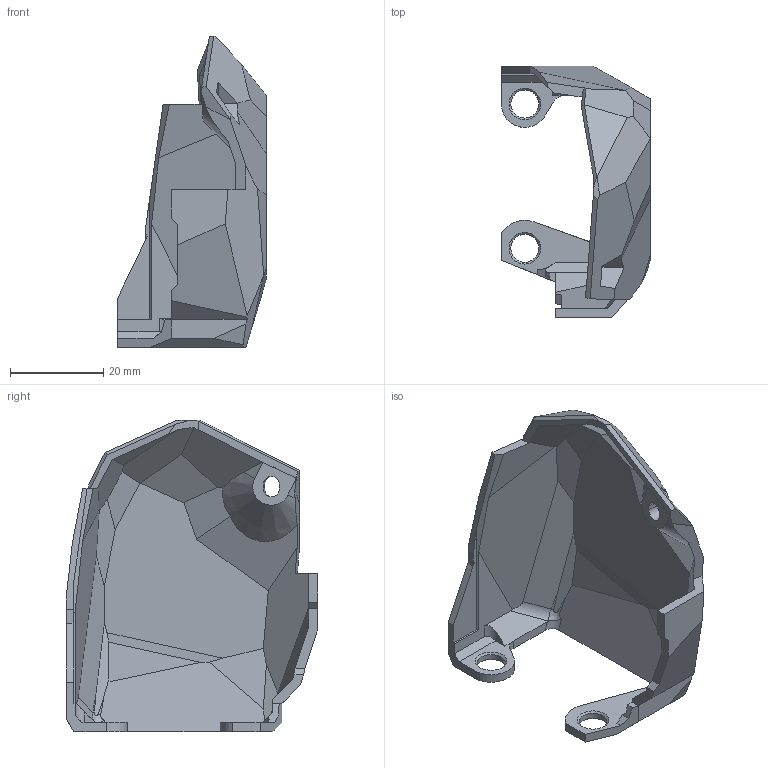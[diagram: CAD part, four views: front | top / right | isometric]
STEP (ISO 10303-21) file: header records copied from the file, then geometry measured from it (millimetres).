
FILE_DESCRIPTION (( 'STEP AP203' ), '1' );
FILE_NAME ('LGX_Stealthburner_Cover-r00h - noPCB.STEP', '2022-12-09T01:11:45', ( '' ), ( '' ), 'SwSTEP 2.0', 'SolidWorks 2022', '' );
FILE_SCHEMA (( 'CONFIG_CONTROL_DESIGN' ));
Length unit declared in the file: millimetre
Products named in the file (1): LGX_Stealthburner_Cover-r00h - noPCB
Bounding box: 32 x 54.1 x 66.9 mm (x, y, z)
Volume: 10489.1 mm3; surface area: 10890.2 mm2
Topology: 1 solids, 1 shells, 144 faces, 409 edges, 270 vertices
Faces by surface type: plane 124, cylinder 14, cone 5, bspline 1
Full cylindrical faces by diameter (mm): 6 x2
Entity records: 4753 total; most frequent: CARTESIAN_POINT 991, ORIENTED_EDGE 806, DIRECTION 687, EDGE_CURVE 403, VECTOR 359, LINE 359, VERTEX_POINT 270, AXIS2_PLACEMENT_3D 164
